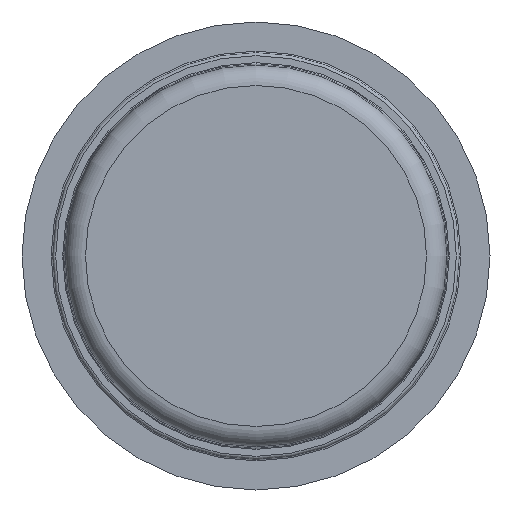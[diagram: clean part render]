
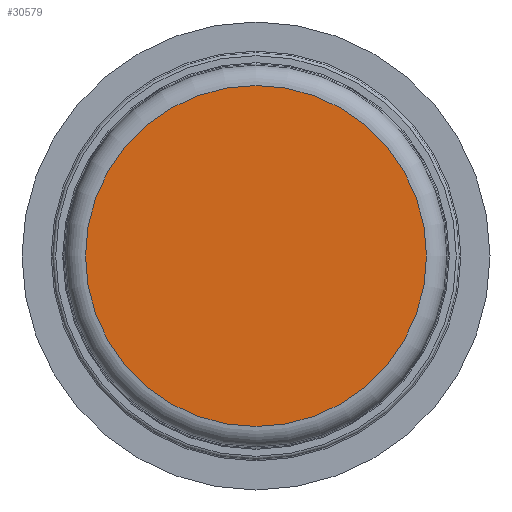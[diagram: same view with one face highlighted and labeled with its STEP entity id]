
A CAD part, front view. The second image highlights one B-rep face of the part: STEP entity #30579.
In plain terms, the highlighted face is planar.
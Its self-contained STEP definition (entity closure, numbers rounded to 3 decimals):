
#5174 = CARTESIAN_POINT ( 'NONE',  ( -106.395, 0., 0. ) ) ;
#8556 = VERTEX_POINT ( 'NONE', #43850 ) ;
#14134 = AXIS2_PLACEMENT_3D ( 'NONE', #5174, #49619, #27508 ) ;
#14894 = FACE_OUTER_BOUND ( 'NONE', #55284, .T. ) ;
#20568 = CARTESIAN_POINT ( 'NONE',  ( 0., 0., 0. ) ) ;
#27508 = DIRECTION ( 'NONE',  ( -1., 0., 0. ) ) ;
#28221 = EDGE_CURVE ( 'NONE', #8556, #8556, #31280, .T. ) ;
#30579 = ADVANCED_FACE ( 'NONE', ( #14894 ), #35827, .F. ) ;
#31280 = CIRCLE ( 'NONE', #50519, 106.395 ) ;
#35827 = PLANE ( 'NONE',  #14134 ) ;
#38065 = DIRECTION ( 'NONE',  ( 0., 0., 1. ) ) ;
#43850 = CARTESIAN_POINT ( 'NONE',  ( 106.395, 0., 0. ) ) ;
#47242 = DIRECTION ( 'NONE',  ( 1., 0., 0. ) ) ;
#49619 = DIRECTION ( 'NONE',  ( 0., 0., -1. ) ) ;
#50519 = AXIS2_PLACEMENT_3D ( 'NONE', #20568, #38065, #47242 ) ;
#50729 = ORIENTED_EDGE ( 'NONE', *, *, #28221, .T. ) ;
#55284 = EDGE_LOOP ( 'NONE', ( #50729 ) ) ;
